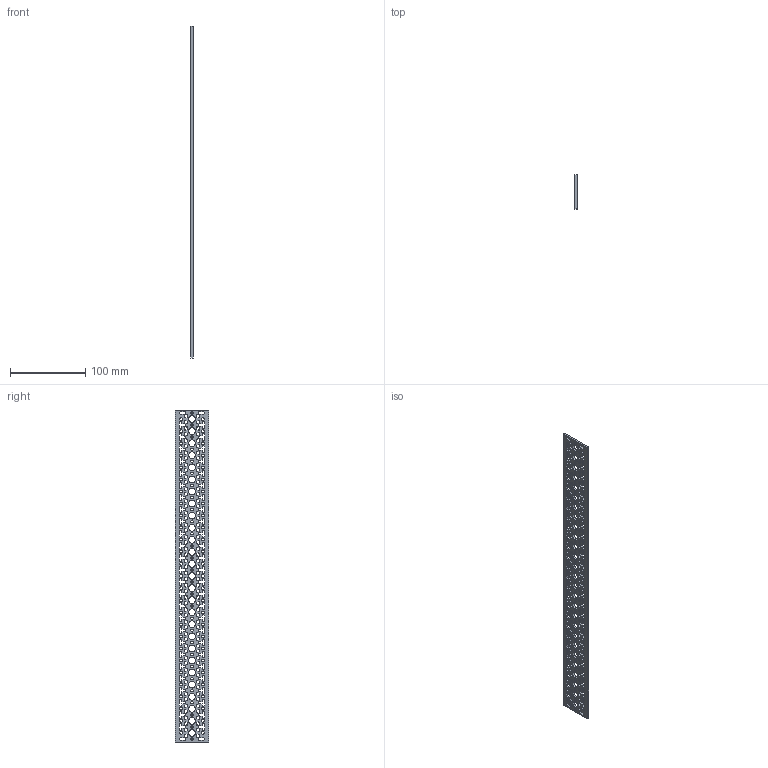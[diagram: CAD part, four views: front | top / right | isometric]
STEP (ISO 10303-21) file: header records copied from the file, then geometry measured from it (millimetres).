
FILE_DESCRIPTION (( 'STEP AP203' ), '1' );
FILE_NAME ('REV-41-1780.STEP', '2019-07-11T21:07:50', ( '' ), ( '' ), 'SwSTEP 2.0', 'SolidWorks 2018', '' );
FILE_SCHEMA (( 'CONFIG_CONTROL_DESIGN' ));
Length unit declared in the file: millimetre
Products named in the file (1): REV-41-1780
Bounding box: 3 x 45 x 440 mm (x, y, z)
Volume: 39955 mm3; surface area: 44371.9 mm2
Topology: 1 solids, 1 shells, 1356 faces, 4062 edges, 2708 vertices
Faces by surface type: cylinder 758, plane 598
Entity records: 47391 total; most frequent: DIRECTION 8292, CARTESIAN_POINT 8127, ORIENTED_EDGE 8124, EDGE_CURVE 4062, AXIS2_PLACEMENT_3D 2873, VERTEX_POINT 2708, LINE 2546, VECTOR 2546
